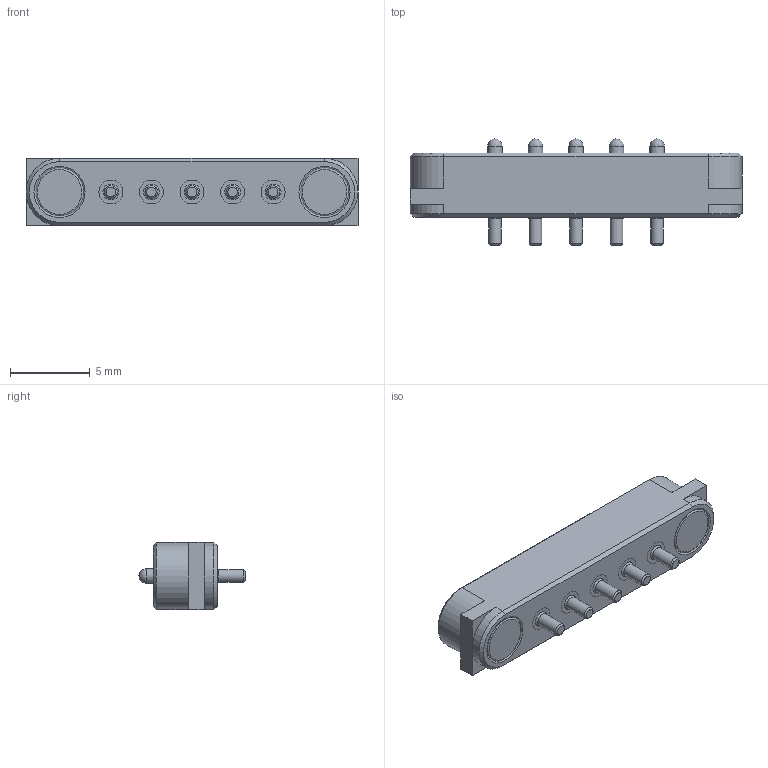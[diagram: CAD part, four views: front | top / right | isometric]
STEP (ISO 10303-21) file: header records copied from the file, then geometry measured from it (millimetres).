
FILE_DESCRIPTION (( 'STEP AP214' ), '1' );
FILE_NAME ('Magnetic Pogo Connector 5 Pin (Type 2).STEP', '2023-01-12T17:42:34', ( '' ), ( '' ), 'SwSTEP 2.0', 'SolidWorks 2022', '' );
FILE_SCHEMA (( 'AUTOMOTIVE_DESIGN' ));
Length unit declared in the file: millimetre
Products named in the file (1): Magnetic Pogo Connector 5 Pin (Type 2)
Bounding box: 20.8 x 6.65 x 4.2 mm (x, y, z)
Volume: 340 mm3; surface area: 714.5 mm2
Topology: 8 solids, 8 shells, 120 faces, 268 edges, 166 vertices
Faces by surface type: plane 51, cylinder 28, bspline 14, torus 13, cone 9, sphere 5
Full cylindrical faces by diameter (mm): 0.8 x5, 0.9 x5, 1.5 x10, 3 x4
Entity records: 5179 total; most frequent: CARTESIAN_POINT 1389, DIRECTION 472, ORIENTED_EDGE 408, EDGE_CURVE 204, AXIS2_PLACEMENT_3D 189, EDGE_LOOP 188, FACE_OUTER_BOUND 157, VERTEX_POINT 154
